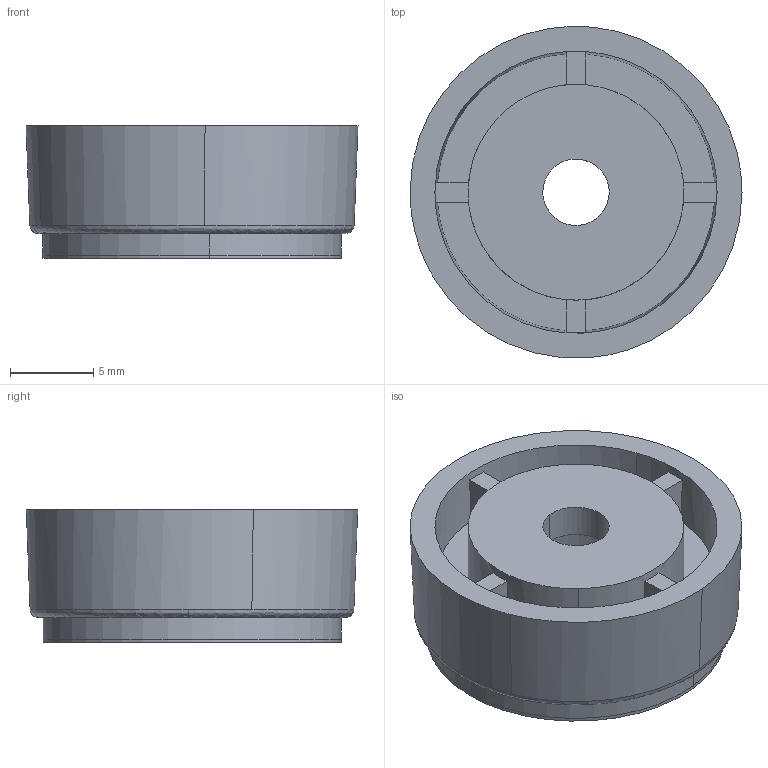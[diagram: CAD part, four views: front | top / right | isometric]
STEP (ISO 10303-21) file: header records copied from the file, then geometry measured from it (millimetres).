
FILE_DESCRIPTION((''),'2;1');
FILE_NAME('','2005-12-14T16:23:31',(''),(''),'','CADfix','');
FILE_SCHEMA(('AUTOMOTIVE_DESIGN'));
Length unit declared in the file: millimetre
Products named in the file (4): foot; cushion; coat; TM_201_6_32695_36
Assembly tree (3 placements, depth 2):
  TM_201_6_32695_36
    foot
    cushion
    coat
Bounding box: 20 x 19.96 x 8 mm (x, y, z)
Volume: 1683.5 mm3; surface area: 2532.2 mm2
Topology: 3 solids, 3 shells, 47 faces, 152 edges, 114 vertices
Faces by surface type: bspline 47
Entity records: 1939 total; most frequent: CARTESIAN_POINT 1026, ORIENTED_EDGE 304, EDGE_CURVE 152, VERTEX_POINT 114, EDGE_LOOP 56, FACE_OUTER_BOUND 47, ADVANCED_FACE 47, QUASI_UNIFORM_CURVE 44
